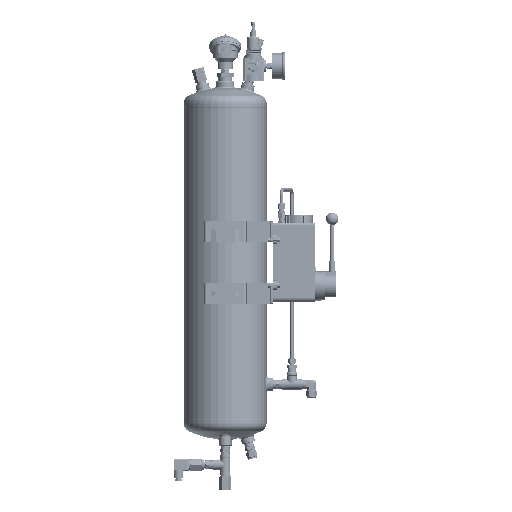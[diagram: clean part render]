
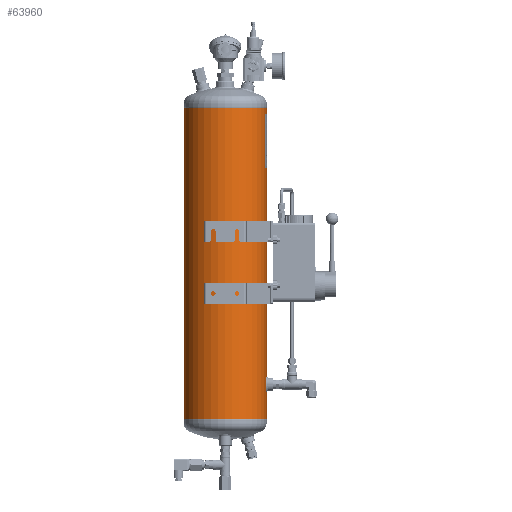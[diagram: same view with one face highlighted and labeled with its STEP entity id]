
A CAD part, left-side view. The second image highlights one B-rep face of the part: STEP entity #63960.
In plain terms, the highlighted cylindrical face has radius 100 mm (diameter 200 mm), a partial arc.
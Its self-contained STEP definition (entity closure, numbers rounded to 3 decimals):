
#4130=B_SPLINE_CURVE_WITH_KNOTS('',3,(#102237,#102238,#102239,#102240,#102241,
#102242,#102243,#102244,#102245,#102246,#102247),.UNSPECIFIED.,.T.,.F.,
(1,1,1,1,1,1,1,1,1,1,1,1,1,1,1),(-0.012,-0.008,
-0.004,0.,0.004,0.008,0.012,
0.016,0.02,0.023,0.027,
0.031,0.035,0.039,0.043),
 .UNSPECIFIED.);
#4131=B_SPLINE_CURVE_WITH_KNOTS('',3,(#102249,#102250,#102251,#102252,#102253,
#102254,#102255,#102256,#102257,#102258,#102259),.UNSPECIFIED.,.T.,.F.,
(1,1,1,1,1,1,1,1,1,1,1,1,1,1,1),(-0.012,-0.008,
-0.004,0.,0.004,0.008,0.012,
0.016,0.02,0.023,0.027,
0.031,0.035,0.039,0.043),
 .UNSPECIFIED.);
#4132=B_SPLINE_CURVE_WITH_KNOTS('',3,(#102261,#102262,#102263,#102264,#102265,
#102266,#102267,#102268,#102269,#102270,#102271,#102272,#102273,#102274,
#102275,#102276,#102277,#102278,#102279),.UNSPECIFIED.,.T.,.F.,(1,1,1,1,
1,1,1,1,1,1,1,1,1,1,1,1,1,1,1,1,1,1,1),(-0.018,-0.012,
-0.006,0.,0.006,0.012,
0.018,0.023,0.029,0.035,
0.041,0.047,0.053,0.059,
0.065,0.07,0.076,0.082,
0.088,0.094,0.1,0.106,
0.112),.UNSPECIFIED.);
#6651=LINE('',#102281,#10973);
#6652=LINE('',#102286,#10974);
#10973=VECTOR('',#84644,1000.);
#10974=VECTOR('',#84647,1000.);
#15300=ORIENTED_EDGE('',*,*,#34390,.T.);
#15301=ORIENTED_EDGE('',*,*,#34391,.T.);
#15302=ORIENTED_EDGE('',*,*,#34392,.T.);
#15303=ORIENTED_EDGE('',*,*,#34393,.T.);
#15304=ORIENTED_EDGE('',*,*,#34394,.T.);
#15305=ORIENTED_EDGE('',*,*,#34395,.F.);
#15306=ORIENTED_EDGE('',*,*,#34396,.F.);
#34390=EDGE_CURVE('',#43935,#43935,#4130,.T.);
#34391=EDGE_CURVE('',#43936,#43936,#4131,.T.);
#34392=EDGE_CURVE('',#43937,#43937,#4132,.T.);
#34393=EDGE_CURVE('',#43938,#43939,#6651,.T.);
#34394=EDGE_CURVE('',#43939,#43940,#50564,.T.);
#34395=EDGE_CURVE('',#43941,#43940,#6652,.T.);
#34396=EDGE_CURVE('',#43938,#43941,#50565,.T.);
#43935=VERTEX_POINT('',#102248);
#43936=VERTEX_POINT('',#102260);
#43937=VERTEX_POINT('',#102280);
#43938=VERTEX_POINT('',#102282);
#43939=VERTEX_POINT('',#102283);
#43940=VERTEX_POINT('',#102285);
#43941=VERTEX_POINT('',#102287);
#50564=CIRCLE('',#78023,100.);
#50565=CIRCLE('',#78024,100.);
#52895=EDGE_LOOP('',(#15300));
#52896=EDGE_LOOP('',(#15301));
#52897=EDGE_LOOP('',(#15302));
#52898=EDGE_LOOP('',(#15303,#15304,#15305,#15306));
#57947=FACE_BOUND('',#52895,.T.);
#57948=FACE_BOUND('',#52896,.T.);
#57949=FACE_BOUND('',#52897,.T.);
#57950=FACE_BOUND('',#52898,.T.);
#62999=CYLINDRICAL_SURFACE('',#78022,100.);
#63960=ADVANCED_FACE('',(#57947,#57948,#57949,#57950),#62999,.T.);
#78022=AXIS2_PLACEMENT_3D('',#102236,#84642,#84643);
#78023=AXIS2_PLACEMENT_3D('',#102284,#84645,#84646);
#78024=AXIS2_PLACEMENT_3D('',#102288,#84648,#84649);
#84642=DIRECTION('',(0.,-1.,0.));
#84643=DIRECTION('',(0.,0.,-1.));
#84644=DIRECTION('',(0.,-1.,0.));
#84645=DIRECTION('',(0.,1.,0.));
#84646=DIRECTION('',(1.,0.,0.));
#84647=DIRECTION('',(0.,-1.,0.));
#84648=DIRECTION('',(0.,1.,0.));
#84649=DIRECTION('',(1.,0.,0.));
#102236=CARTESIAN_POINT('',(0.,750.,0.));
#102237=CARTESIAN_POINT('',(-3.915,48.922,-99.938));
#102238=CARTESIAN_POINT('',(-5.542,44.999,-99.844));
#102239=CARTESIAN_POINT('',(-3.916,41.082,-99.938));
#102240=CARTESIAN_POINT('',(-0.004,39.46,-100.031));
#102241=CARTESIAN_POINT('',(3.917,41.079,-99.938));
#102242=CARTESIAN_POINT('',(5.54,44.999,-99.844));
#102243=CARTESIAN_POINT('',(3.922,48.913,-99.937));
#102244=CARTESIAN_POINT('',(0.006,50.541,-100.031));
#102245=CARTESIAN_POINT('',(-3.915,48.922,-99.938));
#102246=CARTESIAN_POINT('',(-5.542,44.999,-99.844));
#102247=CARTESIAN_POINT('',(-3.916,41.082,-99.938));
#102248=CARTESIAN_POINT('',(-5.,45.,-99.875));
#102249=CARTESIAN_POINT('',(-3.915,158.922,-99.938));
#102250=CARTESIAN_POINT('',(-5.542,154.999,-99.844));
#102251=CARTESIAN_POINT('',(-3.916,151.082,-99.938));
#102252=CARTESIAN_POINT('',(-0.004,149.46,-100.031));
#102253=CARTESIAN_POINT('',(3.917,151.079,-99.938));
#102254=CARTESIAN_POINT('',(5.54,154.999,-99.844));
#102255=CARTESIAN_POINT('',(3.922,158.913,-99.937));
#102256=CARTESIAN_POINT('',(0.006,160.541,-100.031));
#102257=CARTESIAN_POINT('',(-3.915,158.922,-99.938));
#102258=CARTESIAN_POINT('',(-5.542,154.999,-99.844));
#102259=CARTESIAN_POINT('',(-3.916,151.082,-99.938));
#102260=CARTESIAN_POINT('',(-5.,155.,-99.875));
#102261=CARTESIAN_POINT('',(-98.994,672.42,14.208));
#102262=CARTESIAN_POINT('',(-98.806,666.495,15.395));
#102263=CARTESIAN_POINT('',(-98.993,660.6,14.214));
#102264=CARTESIAN_POINT('',(-99.436,655.617,10.88));
#102265=CARTESIAN_POINT('',(-99.878,652.286,5.9));
#102266=CARTESIAN_POINT('',(-100.061,651.109,0.009));
#102267=CARTESIAN_POINT('',(-99.879,652.279,-5.887));
#102268=CARTESIAN_POINT('',(-99.437,655.615,-10.879));
#102269=CARTESIAN_POINT('',(-98.992,660.601,-14.215));
#102270=CARTESIAN_POINT('',(-98.807,666.494,-15.391));
#102271=CARTESIAN_POINT('',(-98.992,672.387,-14.219));
#102272=CARTESIAN_POINT('',(-99.435,677.371,-10.892));
#102273=CARTESIAN_POINT('',(-99.877,680.709,-5.914));
#102274=CARTESIAN_POINT('',(-100.061,681.893,-0.013));
#102275=CARTESIAN_POINT('',(-99.878,680.72,5.889));
#102276=CARTESIAN_POINT('',(-99.437,677.387,10.874));
#102277=CARTESIAN_POINT('',(-98.994,672.42,14.208));
#102278=CARTESIAN_POINT('',(-98.806,666.495,15.395));
#102279=CARTESIAN_POINT('',(-98.993,660.6,14.214));
#102280=CARTESIAN_POINT('',(-98.869,666.5,15.));
#102281=CARTESIAN_POINT('',(0.254,801.561,100.));
#102282=CARTESIAN_POINT('',(0.254,750.,100.));
#102283=CARTESIAN_POINT('',(0.254,0.,100.));
#102284=CARTESIAN_POINT('',(0.,0.,0.));
#102285=CARTESIAN_POINT('',(-0.254,0.,100.));
#102286=CARTESIAN_POINT('',(-0.254,801.561,100.));
#102287=CARTESIAN_POINT('',(-0.254,750.,100.));
#102288=CARTESIAN_POINT('',(0.,750.,0.));
